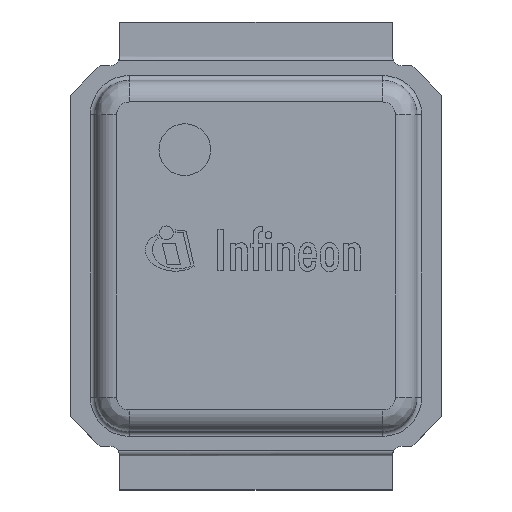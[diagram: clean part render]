
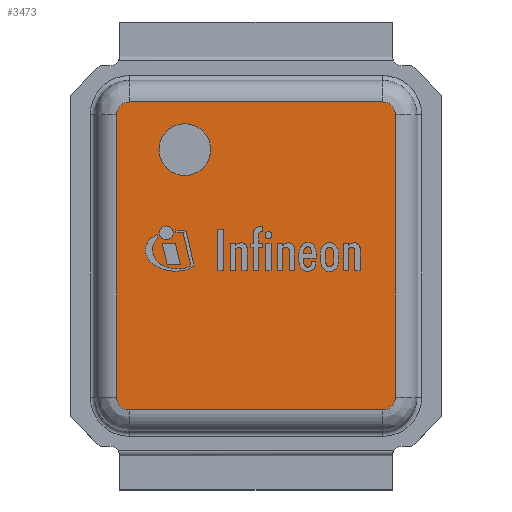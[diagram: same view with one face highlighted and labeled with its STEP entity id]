
A CAD part, top view. The second image highlights one B-rep face of the part: STEP entity #3473.
In plain terms, the highlighted planar face has unit normal (0, 0, 1).
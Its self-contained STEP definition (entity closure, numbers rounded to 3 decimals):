
#226=LINE('',#5079,#584);
#227=LINE('',#5083,#585);
#228=LINE('',#5087,#586);
#229=LINE('',#5091,#587);
#584=VECTOR('',#4123,1000.);
#585=VECTOR('',#4126,1000.);
#586=VECTOR('',#4129,1000.);
#587=VECTOR('',#4132,1000.);
#895=PLANE('',#3734);
#1017=FACE_BOUND('',#1268,.T.);
#1043=FACE_OUTER_BOUND('',#1267,.T.);
#1267=EDGE_LOOP('',(#2510,#2511,#2512,#2513,#2514,#2515,#2516,#2517));
#1268=EDGE_LOOP('',(#2518));
#1479=CIRCLE('',#3696,0.265);
#1500=CIRCLE('',#3735,0.129);
#1501=CIRCLE('',#3736,0.129);
#1502=CIRCLE('',#3737,0.129);
#1503=CIRCLE('',#3738,0.129);
#1561=VERTEX_POINT('',#4901);
#1634=VERTEX_POINT('',#5077);
#1635=VERTEX_POINT('',#5078);
#1636=VERTEX_POINT('',#5080);
#1637=VERTEX_POINT('',#5082);
#1638=VERTEX_POINT('',#5084);
#1639=VERTEX_POINT('',#5086);
#1640=VERTEX_POINT('',#5088);
#1641=VERTEX_POINT('',#5090);
#1889=EDGE_CURVE('',#1561,#1561,#1479,.T.);
#1974=EDGE_CURVE('',#1634,#1635,#226,.T.);
#1975=EDGE_CURVE('',#1635,#1636,#1500,.T.);
#1976=EDGE_CURVE('',#1636,#1637,#227,.T.);
#1977=EDGE_CURVE('',#1637,#1638,#1501,.T.);
#1978=EDGE_CURVE('',#1638,#1639,#228,.T.);
#1979=EDGE_CURVE('',#1639,#1640,#1502,.T.);
#1980=EDGE_CURVE('',#1640,#1641,#229,.T.);
#1981=EDGE_CURVE('',#1641,#1634,#1503,.T.);
#2510=ORIENTED_EDGE('',*,*,#1974,.T.);
#2511=ORIENTED_EDGE('',*,*,#1975,.T.);
#2512=ORIENTED_EDGE('',*,*,#1976,.T.);
#2513=ORIENTED_EDGE('',*,*,#1977,.T.);
#2514=ORIENTED_EDGE('',*,*,#1978,.T.);
#2515=ORIENTED_EDGE('',*,*,#1979,.T.);
#2516=ORIENTED_EDGE('',*,*,#1980,.T.);
#2517=ORIENTED_EDGE('',*,*,#1981,.T.);
#2518=ORIENTED_EDGE('',*,*,#1889,.F.);
#3473=ADVANCED_FACE('',(#1043,#1017),#895,.T.);
#3696=AXIS2_PLACEMENT_3D('',#4902,#3981,#3982);
#3734=AXIS2_PLACEMENT_3D('',#5076,#4121,#4122);
#3735=AXIS2_PLACEMENT_3D('',#5081,#4124,#4125);
#3736=AXIS2_PLACEMENT_3D('',#5085,#4127,#4128);
#3737=AXIS2_PLACEMENT_3D('',#5089,#4130,#4131);
#3738=AXIS2_PLACEMENT_3D('',#5092,#4133,#4134);
#3981=DIRECTION('center_axis',(0.,0.,1.));
#3982=DIRECTION('ref_axis',(1.,0.,0.));
#4121=DIRECTION('center_axis',(0.,0.,1.));
#4122=DIRECTION('ref_axis',(1.,0.,0.));
#4123=DIRECTION('',(-1.,0.,0.));
#4124=DIRECTION('center_axis',(0.,0.,1.));
#4125=DIRECTION('ref_axis',(1.,0.,0.));
#4126=DIRECTION('',(0.,-1.,0.));
#4127=DIRECTION('center_axis',(0.,0.,1.));
#4128=DIRECTION('ref_axis',(1.,0.,0.));
#4129=DIRECTION('',(1.,0.,0.));
#4130=DIRECTION('center_axis',(0.,0.,1.));
#4131=DIRECTION('ref_axis',(1.,0.,0.));
#4132=DIRECTION('',(0.,1.,0.));
#4133=DIRECTION('center_axis',(0.,0.,1.));
#4134=DIRECTION('ref_axis',(1.,0.,0.));
#4901=CARTESIAN_POINT('',(-0.465,1.09,0.7));
#4902=CARTESIAN_POINT('Origin',(-0.73,1.09,0.7));
#5076=CARTESIAN_POINT('Origin',(0.,0.,0.7));
#5077=CARTESIAN_POINT('',(1.3,1.579,0.7));
#5078=CARTESIAN_POINT('',(-1.3,1.579,0.7));
#5079=CARTESIAN_POINT('',(-1.3,1.579,0.7));
#5080=CARTESIAN_POINT('',(-1.429,1.45,0.7));
#5081=CARTESIAN_POINT('Origin',(-1.3,1.45,0.7));
#5082=CARTESIAN_POINT('',(-1.429,-1.45,0.7));
#5083=CARTESIAN_POINT('',(-1.429,-1.45,0.7));
#5084=CARTESIAN_POINT('',(-1.3,-1.579,0.7));
#5085=CARTESIAN_POINT('Origin',(-1.3,-1.45,0.7));
#5086=CARTESIAN_POINT('',(1.3,-1.579,0.7));
#5087=CARTESIAN_POINT('',(1.3,-1.579,0.7));
#5088=CARTESIAN_POINT('',(1.429,-1.45,0.7));
#5089=CARTESIAN_POINT('Origin',(1.3,-1.45,0.7));
#5090=CARTESIAN_POINT('',(1.429,1.45,0.7));
#5091=CARTESIAN_POINT('',(1.429,1.45,0.7));
#5092=CARTESIAN_POINT('Origin',(1.3,1.45,0.7));
